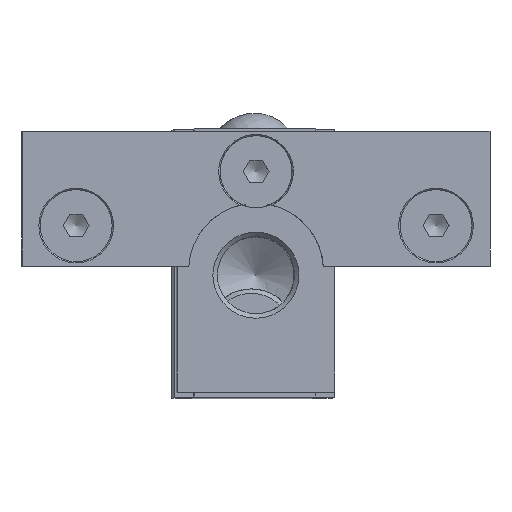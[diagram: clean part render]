
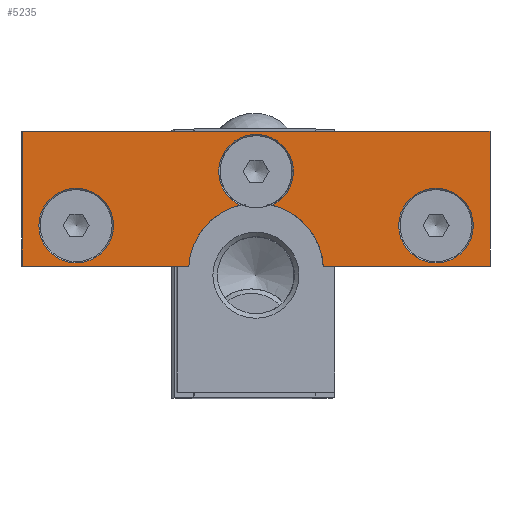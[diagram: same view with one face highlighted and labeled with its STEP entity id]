
A CAD part, top view. The second image highlights one B-rep face of the part: STEP entity #5235.
In plain terms, the highlighted planar face has unit normal (0.004, 0, 1).
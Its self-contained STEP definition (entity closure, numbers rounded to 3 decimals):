
#161=FACE_BOUND('',#1502,.T.);
#162=FACE_BOUND('',#1503,.T.);
#272=PLANE('',#5785);
#525=LINE('',#8757,#857);
#526=LINE('',#8759,#858);
#527=LINE('',#8761,#859);
#528=LINE('',#8763,#860);
#529=LINE('',#8764,#861);
#857=VECTOR('',#6947,10.);
#858=VECTOR('',#6948,10.);
#859=VECTOR('',#6949,10.);
#860=VECTOR('',#6950,10.);
#861=VECTOR('',#6951,10.);
#1222=FACE_OUTER_BOUND('',#1501,.T.);
#1501=EDGE_LOOP('',(#4081,#4082,#4083,#4084,#4085,#4086,#4087,#4088));
#1502=EDGE_LOOP('',(#4089));
#1503=EDGE_LOOP('',(#4090));
#1832=CIRCLE('',#5752,7.5);
#1834=CIRCLE('',#5754,7.5);
#1848=CIRCLE('',#5784,4.15);
#1849=CIRCLE('',#5786,4.15);
#1850=CIRCLE('',#5787,4.15);
#2277=VERTEX_POINT('',#8622);
#2278=VERTEX_POINT('',#8627);
#2281=VERTEX_POINT('',#8633);
#2282=VERTEX_POINT('',#8635);
#2318=VERTEX_POINT('',#8751);
#2319=VERTEX_POINT('',#8756);
#2320=VERTEX_POINT('',#8758);
#2321=VERTEX_POINT('',#8760);
#2322=VERTEX_POINT('',#8762);
#2323=VERTEX_POINT('',#8765);
#2918=EDGE_CURVE('',#2278,#2277,#1832,.T.);
#2922=EDGE_CURVE('',#2282,#2281,#1834,.T.);
#2969=EDGE_CURVE('',#2318,#2318,#1848,.T.);
#2971=EDGE_CURVE('',#2282,#2277,#1849,.T.);
#2972=EDGE_CURVE('',#2281,#2319,#525,.T.);
#2973=EDGE_CURVE('',#2319,#2320,#526,.T.);
#2974=EDGE_CURVE('',#2320,#2321,#527,.T.);
#2975=EDGE_CURVE('',#2321,#2322,#528,.T.);
#2976=EDGE_CURVE('',#2322,#2278,#529,.T.);
#2977=EDGE_CURVE('',#2323,#2323,#1850,.T.);
#4081=ORIENTED_EDGE('',*,*,#2971,.F.);
#4082=ORIENTED_EDGE('',*,*,#2922,.T.);
#4083=ORIENTED_EDGE('',*,*,#2972,.T.);
#4084=ORIENTED_EDGE('',*,*,#2973,.T.);
#4085=ORIENTED_EDGE('',*,*,#2974,.T.);
#4086=ORIENTED_EDGE('',*,*,#2975,.T.);
#4087=ORIENTED_EDGE('',*,*,#2976,.T.);
#4088=ORIENTED_EDGE('',*,*,#2918,.T.);
#4089=ORIENTED_EDGE('',*,*,#2977,.F.);
#4090=ORIENTED_EDGE('',*,*,#2969,.F.);
#5235=ADVANCED_FACE('',(#1222,#161,#162),#272,.T.);
#5752=AXIS2_PLACEMENT_3D('',#8628,#6849,#6850);
#5754=AXIS2_PLACEMENT_3D('',#8636,#6855,#6856);
#5784=AXIS2_PLACEMENT_3D('',#8752,#6940,#6941);
#5785=AXIS2_PLACEMENT_3D('',#8754,#6943,#6944);
#5786=AXIS2_PLACEMENT_3D('',#8755,#6945,#6946);
#5787=AXIS2_PLACEMENT_3D('',#8766,#6952,#6953);
#6849=DIRECTION('center_axis',(-0.004,0.,
-1.));
#6850=DIRECTION('ref_axis',(0.998,0.067,-0.004));
#6855=DIRECTION('center_axis',(-0.004,0.,
-1.));
#6856=DIRECTION('ref_axis',(0.998,0.067,-0.004));
#6940=DIRECTION('center_axis',(0.004,0.,
1.));
#6941=DIRECTION('ref_axis',(-1.,0.,0.004));
#6943=DIRECTION('center_axis',(0.004,0.,
1.));
#6944=DIRECTION('ref_axis',(1.,0.,-0.004));
#6945=DIRECTION('center_axis',(0.004,0.,
1.));
#6946=DIRECTION('ref_axis',(-1.,0.,0.004));
#6947=DIRECTION('',(1.,0.,-0.004));
#6948=DIRECTION('',(0.,1.,0.));
#6949=DIRECTION('',(-1.,0.,0.004));
#6950=DIRECTION('',(0.,-1.,0.));
#6951=DIRECTION('',(1.,0.,-0.004));
#6952=DIRECTION('center_axis',(0.004,0.,
1.));
#6953=DIRECTION('ref_axis',(-1.,0.,0.004));
#8622=CARTESIAN_POINT('',(-27.642,14.87,-24.421));
#8627=CARTESIAN_POINT('',(-33.298,8.096,-24.4));
#8628=CARTESIAN_POINT('Origin',(-25.815,7.596,-24.428));
#8633=CARTESIAN_POINT('',(-18.332,8.096,-24.457));
#8635=CARTESIAN_POINT('',(-23.988,14.87,-24.435));
#8636=CARTESIAN_POINT('Origin',(-25.815,7.596,-24.428));
#8751=CARTESIAN_POINT('',(-1.665,12.596,-24.52));
#8752=CARTESIAN_POINT('Origin',(-5.815,12.596,-24.504));
#8754=CARTESIAN_POINT('Origin',(-25.815,16.045,-24.428));
#8755=CARTESIAN_POINT('Origin',(-25.815,18.596,-24.428));
#8756=CARTESIAN_POINT('',(0.185,8.096,-24.527));
#8757=CARTESIAN_POINT('',(0.185,8.096,-24.527));
#8758=CARTESIAN_POINT('',(0.185,23.096,-24.527));
#8759=CARTESIAN_POINT('',(0.185,23.096,-24.527));
#8760=CARTESIAN_POINT('',(-51.815,23.096,-24.33));
#8761=CARTESIAN_POINT('',(-51.815,23.096,-24.33));
#8762=CARTESIAN_POINT('',(-51.815,8.096,-24.33));
#8763=CARTESIAN_POINT('',(-51.815,8.096,-24.33));
#8764=CARTESIAN_POINT('',(-33.298,8.096,-24.4));
#8765=CARTESIAN_POINT('',(-41.665,12.596,-24.368));
#8766=CARTESIAN_POINT('Origin',(-45.815,12.596,-24.353));
